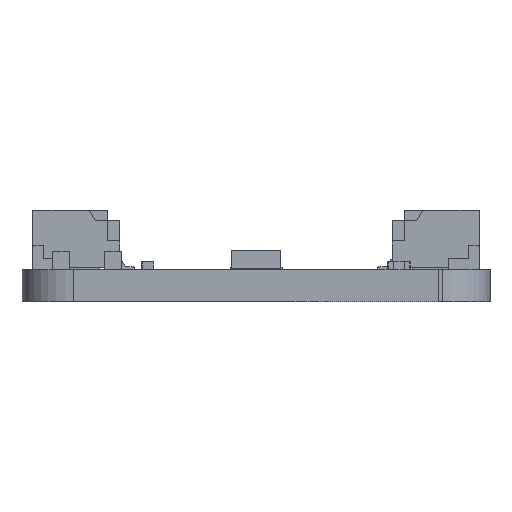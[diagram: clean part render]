
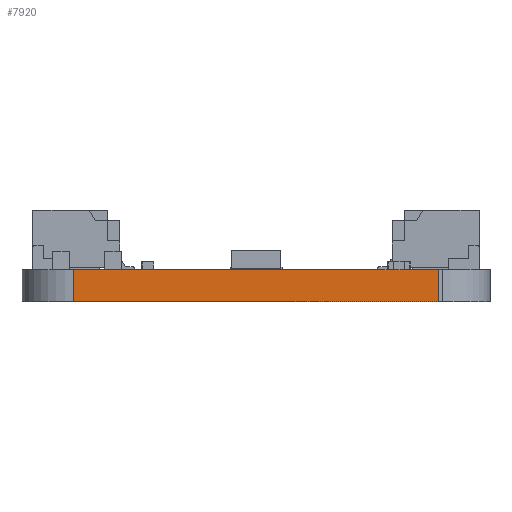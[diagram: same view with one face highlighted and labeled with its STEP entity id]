
A CAD part, front view. The second image highlights one B-rep face of the part: STEP entity #7920.
In plain terms, the highlighted planar face has unit normal (0, -1, 0).
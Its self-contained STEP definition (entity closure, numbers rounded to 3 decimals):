
#440=PLANE('',#8537);
#783=FACE_OUTER_BOUND('',#1206,.T.);
#1206=EDGE_LOOP('',(#5685,#5686,#5687,#5688));
#1697=LINE('',#11498,#2636);
#1698=LINE('',#11501,#2637);
#1699=LINE('',#11503,#2638);
#1700=LINE('',#11504,#2639);
#2636=VECTOR('',#9302,10.);
#2637=VECTOR('',#9305,10.);
#2638=VECTOR('',#9306,10.);
#2639=VECTOR('',#9307,10.);
#3776=VERTEX_POINT('',#11494);
#3777=VERTEX_POINT('',#11496);
#3778=VERTEX_POINT('',#11500);
#3779=VERTEX_POINT('',#11502);
#4535=EDGE_CURVE('',#3776,#3777,#1697,.T.);
#4536=EDGE_CURVE('',#3778,#3776,#1698,.T.);
#4537=EDGE_CURVE('',#3779,#3777,#1699,.T.);
#4538=EDGE_CURVE('',#3778,#3779,#1700,.T.);
#5685=ORIENTED_EDGE('',*,*,#4536,.T.);
#5686=ORIENTED_EDGE('',*,*,#4535,.T.);
#5687=ORIENTED_EDGE('',*,*,#4537,.F.);
#5688=ORIENTED_EDGE('',*,*,#4538,.F.);
#7920=ADVANCED_FACE('',(#783),#440,.T.);
#8537=AXIS2_PLACEMENT_3D('',#11499,#9303,#9304);
#9302=DIRECTION('',(0.,0.,1.));
#9303=DIRECTION('center_axis',(0.,-1.,0.));
#9304=DIRECTION('ref_axis',(1.,0.,0.));
#9305=DIRECTION('',(1.,0.,0.));
#9306=DIRECTION('',(1.,0.,0.));
#9307=DIRECTION('',(0.,0.,1.));
#11494=CARTESIAN_POINT('',(8.89,0.,0.));
#11496=CARTESIAN_POINT('',(8.89,0.,1.57));
#11498=CARTESIAN_POINT('',(8.89,0.,0.));
#11499=CARTESIAN_POINT('Origin',(-8.89,0.,
0.));
#11500=CARTESIAN_POINT('',(-8.89,0.,0.));
#11501=CARTESIAN_POINT('',(-8.89,0.,0.));
#11502=CARTESIAN_POINT('',(-8.89,0.,1.57));
#11503=CARTESIAN_POINT('',(-8.89,0.,1.57));
#11504=CARTESIAN_POINT('',(-8.89,0.,0.));
